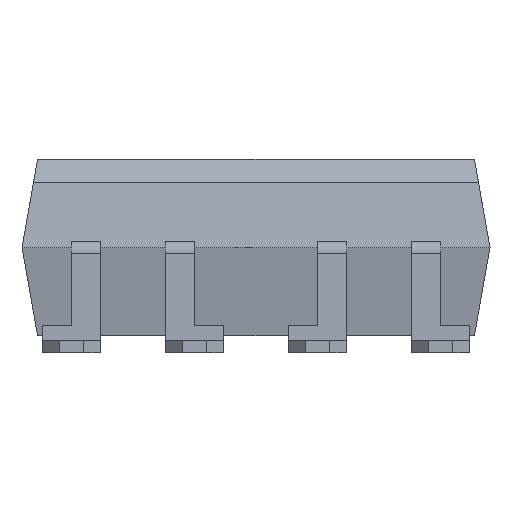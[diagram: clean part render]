
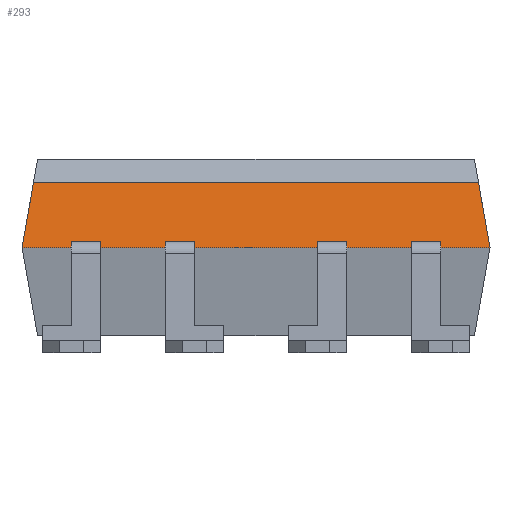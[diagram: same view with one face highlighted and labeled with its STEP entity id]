
A CAD part, front view. The second image highlights one B-rep face of the part: STEP entity #293.
In plain terms, the highlighted planar face has unit normal (0, -0.985, 0.174).
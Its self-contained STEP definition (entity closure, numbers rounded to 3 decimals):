
#293 = ADVANCED_FACE ( 'NONE', ( #7358 ), #5362, .F. ) ;
#500 = DIRECTION ( 'NONE',  ( -1., 0., 0. ) ) ;
#799 = VECTOR ( 'NONE', #3427, 1000. ) ;
#1109 = ORIENTED_EDGE ( 'NONE', *, *, #12336, .F. ) ;
#1157 = VECTOR ( 'NONE', #500, 1000. ) ;
#1677 = EDGE_LOOP ( 'NONE', ( #4659, #6808, #1109, #8806 ) ) ;
#1958 = VERTEX_POINT ( 'NONE', #5461 ) ;
#2957 = DIRECTION ( 'NONE',  ( 1., 0., 0. ) ) ;
#2979 = VERTEX_POINT ( 'NONE', #5465 ) ;
#3427 = DIRECTION ( 'NONE',  ( -0.171, 0.171, 0.97 ) ) ;
#3742 = CARTESIAN_POINT ( 'NONE',  ( -4.83, -3.2, 2.175 ) ) ;
#3799 = DIRECTION ( 'NONE',  ( 0.171, 0.171, 0.97 ) ) ;
#4659 = ORIENTED_EDGE ( 'NONE', *, *, #9501, .T. ) ;
#5362 = PLANE ( 'NONE',  #12082 ) ;
#5461 = CARTESIAN_POINT ( 'NONE',  ( 4.83, -3.2, 2.175 ) ) ;
#5465 = CARTESIAN_POINT ( 'NONE',  ( 4.595, -2.965, 3.508 ) ) ;
#5713 = LINE ( 'NONE', #11603, #8905 ) ;
#6259 = LINE ( 'NONE', #8023, #1157 ) ;
#6285 = CARTESIAN_POINT ( 'NONE',  ( -4.83, -2.878, 4. ) ) ;
#6808 = ORIENTED_EDGE ( 'NONE', *, *, #10637, .T. ) ;
#7358 = FACE_OUTER_BOUND ( 'NONE', #1677, .T. ) ;
#8023 = CARTESIAN_POINT ( 'NONE',  ( -4.83, -2.965, 3.508 ) ) ;
#8806 = ORIENTED_EDGE ( 'NONE', *, *, #12040, .T. ) ;
#8905 = VECTOR ( 'NONE', #3799, 1000. ) ;
#8983 = DIRECTION ( 'NONE',  ( 0., 0.985, -0.174 ) ) ;
#9491 = VERTEX_POINT ( 'NONE', #12168 ) ;
#9501 = EDGE_CURVE ( 'NONE', #1958, #2979, #10084, .T. ) ;
#10083 = VERTEX_POINT ( 'NONE', #3742 ) ;
#10084 = LINE ( 'NONE', #11914, #799 ) ;
#10102 = DIRECTION ( 'NONE',  ( -1., 0., 0. ) ) ;
#10514 = CARTESIAN_POINT ( 'NONE',  ( -4.83, -3.2, 2.175 ) ) ;
#10637 = EDGE_CURVE ( 'NONE', #2979, #9491, #6259, .T. ) ;
#11402 = LINE ( 'NONE', #10514, #12341 ) ;
#11603 = CARTESIAN_POINT ( 'NONE',  ( -4.518, -2.888, 3.947 ) ) ;
#11914 = CARTESIAN_POINT ( 'NONE',  ( 4.235, -2.605, 5.55 ) ) ;
#12040 = EDGE_CURVE ( 'NONE', #10083, #1958, #11402, .T. ) ;
#12082 = AXIS2_PLACEMENT_3D ( 'NONE', #6285, #8983, #10102 ) ;
#12168 = CARTESIAN_POINT ( 'NONE',  ( -4.595, -2.965, 3.508 ) ) ;
#12336 = EDGE_CURVE ( 'NONE', #10083, #9491, #5713, .T. ) ;
#12341 = VECTOR ( 'NONE', #2957, 1000. ) ;
